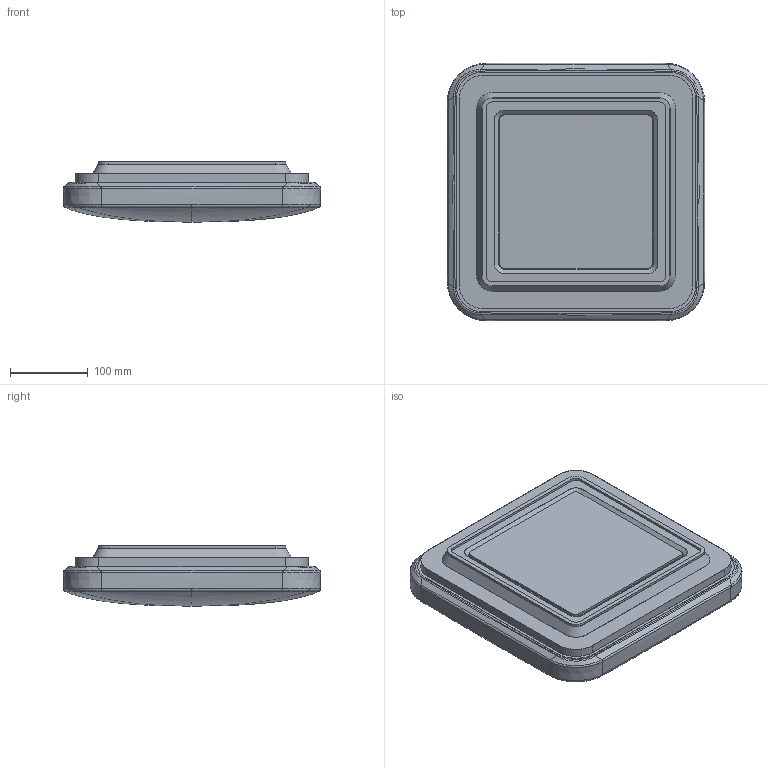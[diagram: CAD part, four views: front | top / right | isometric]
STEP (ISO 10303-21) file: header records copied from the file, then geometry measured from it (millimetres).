
FILE_DESCRIPTION (( 'STEP AP214' ), '1' );
FILE_NAME ('SF-SQUARE-330-SEN-24W.STEP', '2023-03-16T10:35:50', ( '' ), ( '' ), 'SwSTEP 2.0', 'SolidWorks 2020', '' );
FILE_SCHEMA (( 'AUTOMOTIVE_DESIGN' ));
Length unit declared in the file: millimetre
Products named in the file (1): SF-SQUARE-330-SEN-24W
Bounding box: 330.7 x 330.7 x 77.35 mm (x, y, z)
Volume: 463522.1 mm3; surface area: 651199.8 mm2
Topology: 4 solids, 4 shells, 194 faces, 490 edges, 312 vertices
Faces by surface type: bspline 120, plane 38, cylinder 28, cone 8
Entity records: 28587 total; most frequent: CARTESIAN_POINT 22773, ORIENTED_EDGE 968, EDGE_CURVE 484, DIRECTION 390, VERTEX_POINT 310, B_SPLINE_CURVE_WITH_KNOTS 292, EDGE_LOOP 208, UNCERTAINTY_MEASURE_WITH_UNIT 200
